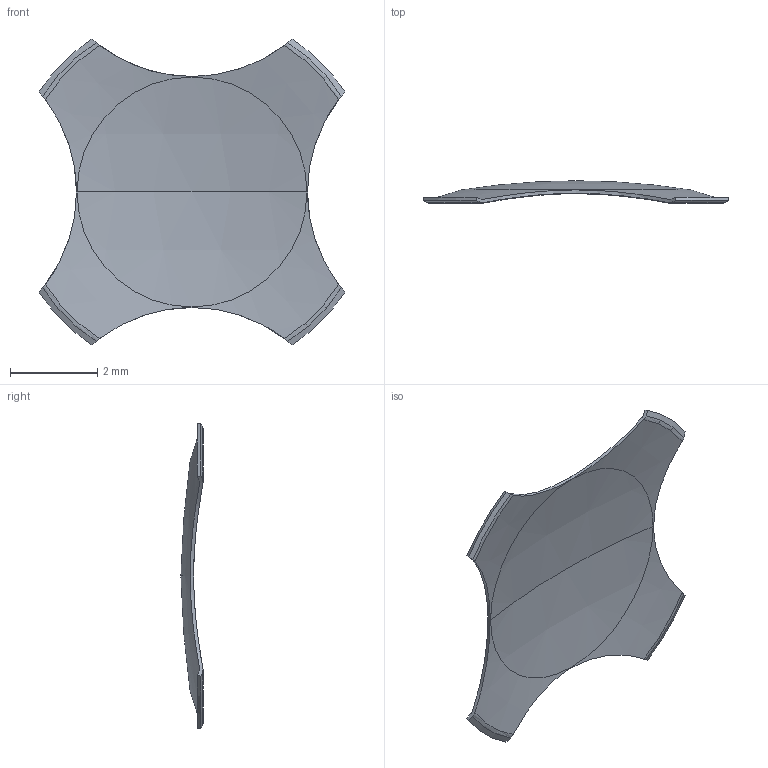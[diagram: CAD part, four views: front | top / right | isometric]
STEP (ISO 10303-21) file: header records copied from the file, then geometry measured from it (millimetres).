
FILE_DESCRIPTION (( 'STEP AP214' ), '1' );
FILE_NAME ('5134TR.STEP', '2023-05-15T22:44:41', ( '' ), ( '' ), 'SwSTEP 2.0', 'SolidWorks 2021', '' );
FILE_SCHEMA (( 'AUTOMOTIVE_DESIGN' ));
Length unit declared in the file: inch
Products named in the file (1): 5134TR
Bounding box: 7.01 x 0.51 x 7.01 mm (x, y, z)
Volume: 2.8 mm3; surface area: 74.3 mm2
Topology: 1 solids, 1 shells, 33 faces, 91 edges, 60 vertices
Faces by surface type: cone 16, torus 8, cylinder 5, sphere 4
Entity records: 1297 total; most frequent: CARTESIAN_POINT 489, ORIENTED_EDGE 182, DIRECTION 137, EDGE_CURVE 91, AXIS2_PLACEMENT_3D 66, VERTEX_POINT 60, B_SPLINE_CURVE_WITH_KNOTS 54, EDGE_LOOP 33
